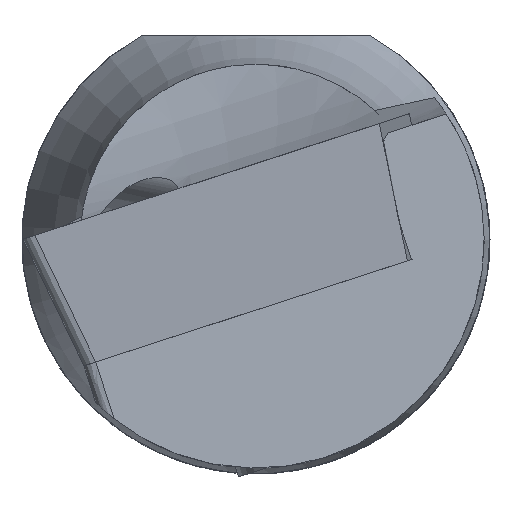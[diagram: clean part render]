
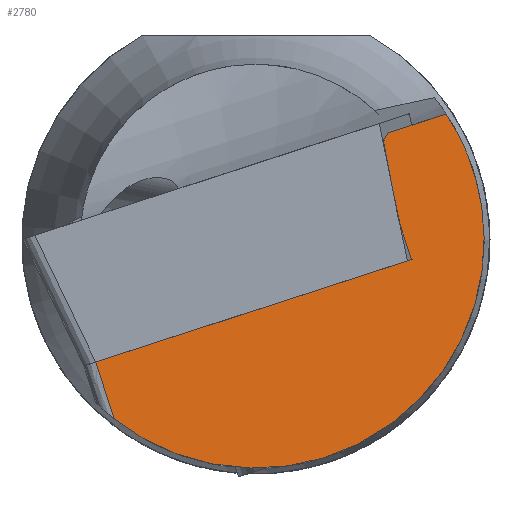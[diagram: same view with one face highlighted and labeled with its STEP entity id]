
A CAD part, left-side view. The second image highlights one B-rep face of the part: STEP entity #2780.
In plain terms, the highlighted planar face has unit normal (-0.996, -0.083, 0.027).
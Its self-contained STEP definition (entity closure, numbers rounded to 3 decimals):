
#2695=CARTESIAN_POINT('',(0.342,-2.613,-6.843));
#2696=DIRECTION('',(-0.996,-0.083,0.027));
#2697=DIRECTION('',(0.083,-0.997,0.0));
#2698=AXIS2_PLACEMENT_3D('',#2695,#2696,#2697);
#2699=PLANE('',#2698);
#2700=CARTESIAN_POINT('',(0.955,-7.058,2.151));
#2701=VERTEX_POINT('',#2700);
#2702=CARTESIAN_POINT('',(0.863,-6.058,1.826));
#2703=VERTEX_POINT('',#2702);
#2704=CARTESIAN_POINT('',(0.574,-2.92,0.806));
#2705=DIRECTION('',(-0.087,0.947,-0.308));
#2706=VECTOR('',#2705,1.);
#2707=LINE('',#2704,#2706);
#2708=EDGE_CURVE('',#2701,#2703,#2707,.T.);
#2709=ORIENTED_EDGE('',*,*,#2708,.T.);
#2710=CARTESIAN_POINT('',(0.853,-5.981,1.696));
#2711=VERTEX_POINT('',#2710);
#2712=CARTESIAN_POINT('',(0.863,-6.058,1.826));
#2713=VERTEX_POINT('',#2712);
#2714=CARTESIAN_POINT('',(0.879,-6.18,2.03));
#2715=DIRECTION('',(-0.066,0.511,-0.857));
#2716=VECTOR('',#2715,1.);
#2717=LINE('',#2714,#2716);
#2718=EDGE_CURVE('',#2711,#2713,#2717,.F.);
#2719=ORIENTED_EDGE('',*,*,#2718,.F.);
#2720=CARTESIAN_POINT('',(0.853,-5.981,1.696));
#2721=VERTEX_POINT('',#2720);
#2722=CARTESIAN_POINT('',(0.838,-6.242,0.344));
#2723=VERTEX_POINT('',#2722);
#2724=CARTESIAN_POINT('',(0.84,-6.217,0.469));
#2725=DIRECTION('',(-0.011,-0.189,-0.982));
#2726=VECTOR('',#2725,1.);
#2727=LINE('',#2724,#2726);
#2728=EDGE_CURVE('',#2721,#2723,#2727,.T.);
#2729=ORIENTED_EDGE('',*,*,#2728,.T.);
#2730=CARTESIAN_POINT('',(0.838,-6.462,-0.335));
#2731=VERTEX_POINT('',#2730);
#2732=CARTESIAN_POINT('',(0.838,-6.242,0.344));
#2733=VERTEX_POINT('',#2732);
#2734=CARTESIAN_POINT('',(0.838,-6.462,-0.335));
#2735=DIRECTION('',(0.0,0.309,0.951));
#2736=VECTOR('',#2735,1.);
#2737=LINE('',#2734,#2736);
#2738=EDGE_CURVE('',#2731,#2733,#2737,.T.);
#2739=ORIENTED_EDGE('',*,*,#2738,.F.);
#2740=CARTESIAN_POINT('',(0.838,-6.462,-0.335));
#2741=VERTEX_POINT('',#2740);
#2742=CARTESIAN_POINT('',(0.342,-1.068,-2.088));
#2743=VERTEX_POINT('',#2742);
#2744=CARTESIAN_POINT('',(0.824,-6.308,-0.385));
#2745=DIRECTION('',(-0.087,0.947,-0.308));
#2746=VECTOR('',#2745,1.);
#2747=LINE('',#2744,#2746);
#2748=EDGE_CURVE('',#2741,#2743,#2747,.T.);
#2749=ORIENTED_EDGE('',*,*,#2748,.T.);
#2750=CARTESIAN_POINT('',(0.342,-1.384,-3.058));
#2751=VERTEX_POINT('',#2750);
#2752=CARTESIAN_POINT('',(0.342,-1.068,-2.088));
#2753=VERTEX_POINT('',#2752);
#2754=CARTESIAN_POINT('',(0.342,-2.613,-6.843));
#2755=DIRECTION('',(0.0,0.309,0.951));
#2756=VECTOR('',#2755,1.);
#2757=LINE('',#2754,#2756);
#2758=EDGE_CURVE('',#2751,#2753,#2757,.T.);
#2759=ORIENTED_EDGE('',*,*,#2758,.F.);
#2760=CARTESIAN_POINT('',(0.955,-7.058,2.151));
#2761=VERTEX_POINT('',#2760);
#2762=CARTESIAN_POINT('',(0.342,-1.384,-3.058));
#2763=VERTEX_POINT('',#2762);
#2764=CARTESIAN_POINT('',(0.342,-1.384,-3.058));
#2765=CARTESIAN_POINT('',(0.626,-5.973,-6.691));
#2766=CARTESIAN_POINT('',(1.092,-10.286,-2.733));
#2767=CARTESIAN_POINT('',(0.955,-7.058,2.151));
#2775=(BOUNDED_CURVE()B_SPLINE_CURVE(3,(#2764,#2765,#2766,#2767),.UNSPECIFIED.,.F.,.U.)CURVE()GEOMETRIC_REPRESENTATION_ITEM()QUASI_UNIFORM_CURVE()RATIONAL_B_SPLINE_CURVE((1.0,0.439,0.439,1.0))REPRESENTATION_ITEM(''));
#2776=EDGE_CURVE('',#2761,#2763,#2775,.F.);
#2777=ORIENTED_EDGE('',*,*,#2776,.F.);
#2778=EDGE_LOOP('',(#2709,#2719,#2729,#2739,#2749,#2759,#2777));
#2779=FACE_OUTER_BOUND('',#2778,.T.);
#2780=ADVANCED_FACE('',(#2779),#2699,.T.);
